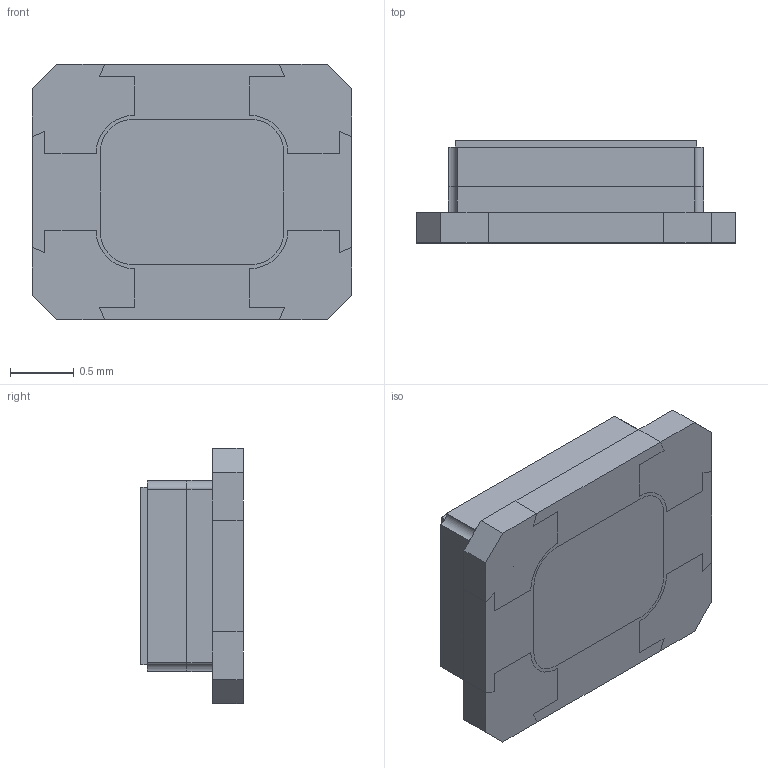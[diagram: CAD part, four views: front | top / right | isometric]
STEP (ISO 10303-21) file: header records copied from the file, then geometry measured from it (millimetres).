
FILE_DESCRIPTION (( 'STEP AP214' ), '1' );
FILE_NAME ('D786E67E-9476-4EC1-80ED-11B76C9AE23E.STEP', '2024-01-21T10:24:07', ( '' ), ( '' ), 'SwSTEP 2.0', 'SolidWorks 2022', '' );
FILE_SCHEMA (( 'AUTOMOTIVE_DESIGN' ));
Length unit declared in the file: millimetre
Products named in the file (1): D786E67E-9476-4EC1-80ED-11B76C9AE23E
Bounding box: 2.5 x 0.8 x 2 mm (x, y, z)
Volume: 2.8 mm3; surface area: 31.3 mm2
Topology: 7 solids, 7 shells, 111 faces, 290 edges, 196 vertices
Faces by surface type: plane 85, cylinder 26
Entity records: 3871 total; most frequent: CARTESIAN_POINT 598, DIRECTION 586, ORIENTED_EDGE 580, EDGE_CURVE 290, VECTOR 218, LINE 218, VERTEX_POINT 196, AXIS2_PLACEMENT_3D 184
